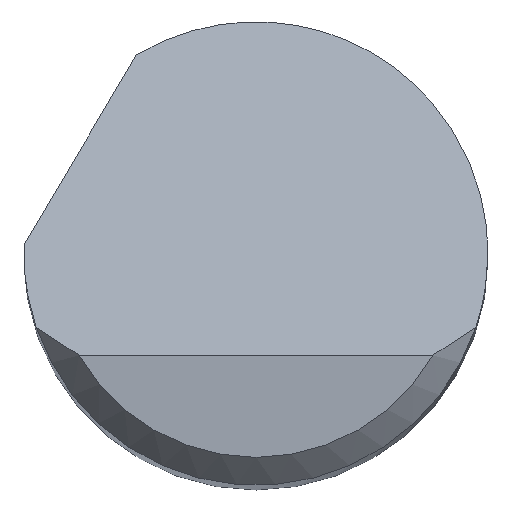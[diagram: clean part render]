
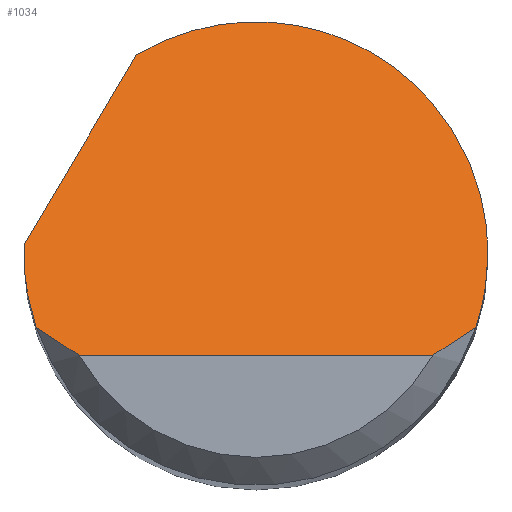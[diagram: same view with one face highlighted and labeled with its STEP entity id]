
A CAD part, top view. The second image highlights one B-rep face of the part: STEP entity #1034.
In plain terms, the highlighted planar face has unit normal (0, 0.707, 0.707).
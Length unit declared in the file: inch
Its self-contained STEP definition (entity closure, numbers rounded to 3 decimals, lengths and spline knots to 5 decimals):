
#45 =( BOUNDED_CURVE ( )  B_SPLINE_CURVE ( 3, ( #847, #201, #1282, #1410 ),
 .UNSPECIFIED., .F., .F. ) 
 B_SPLINE_CURVE_WITH_KNOTS ( ( 4, 4 ),
 ( 1.5708, 1.89653 ),
 .UNSPECIFIED. ) 
 CURVE ( )  GEOMETRIC_REPRESENTATION_ITEM ( )  RATIONAL_B_SPLINE_CURVE ( ( 1., 0.991, 0.991, 1. ) ) 
 REPRESENTATION_ITEM ( '' )  );
#55 = VERTEX_POINT ( 'NONE', #1202 ) ;
#78 = EDGE_LOOP ( 'NONE', ( #299, #246, #628, #1303, #751, #1074, #203, #1415 ) ) ;
#116 = CARTESIAN_POINT ( 'NONE',  ( -0.06437, 0.10715, 2.33785 ) ) ;
#121 = CARTESIAN_POINT ( 'NONE',  ( -0.11843, -0.04, 2.485 ) ) ;
#125 = DIRECTION ( 'NONE',  ( 1., 0., 0. ) ) ;
#133 = AXIS2_PLACEMENT_3D ( 'NONE', #237, #1347, #1339 ) ;
#167 = VERTEX_POINT ( 'NONE', #121 ) ;
#201 = CARTESIAN_POINT ( 'NONE',  ( 0.125, -0.01363, 2.45863 ) ) ;
#203 = ORIENTED_EDGE ( 'NONE', *, *, #681, .F. ) ;
#208 = VERTEX_POINT ( 'NONE', #1337 ) ;
#216 = FACE_OUTER_BOUND ( 'NONE', #78, .T. ) ;
#220 = CARTESIAN_POINT ( 'NONE',  ( -0.10339, -0.05031, 2.49531 ) ) ;
#224 = EDGE_CURVE ( 'NONE', #1098, #208, #1334, .T. ) ;
#233 = DIRECTION ( 'NONE',  ( 0.386, 0.652, -0.652 ) ) ;
#237 = CARTESIAN_POINT ( 'NONE',  ( -0.125, -0.055, 2.5 ) ) ;
#246 = ORIENTED_EDGE ( 'NONE', *, *, #224, .T. ) ;
#277 = EDGE_CURVE ( 'NONE', #1049, #55, #346, .T. ) ;
#299 = ORIENTED_EDGE ( 'NONE', *, *, #989, .T. ) ;
#333 = CARTESIAN_POINT ( 'NONE',  ( -0.11107, -0.04528, 2.49028 ) ) ;
#334 = CARTESIAN_POINT ( 'NONE',  ( 0.11107, -0.04528, 2.49028 ) ) ;
#337 = CARTESIAN_POINT ( 'NONE',  ( -0.125, 0.00167, 2.44333 ) ) ;
#346 = LINE ( 'NONE', #1237, #1342 ) ;
#443 =( BOUNDED_CURVE ( )  B_SPLINE_CURVE ( 3, ( #571, #1360, #716, #700 ),
 .UNSPECIFIED., .F., .F. ) 
 B_SPLINE_CURVE_WITH_KNOTS ( ( 4, 4 ),
 ( 4.38666, 4.71239 ),
 .UNSPECIFIED. ) 
 CURVE ( )  GEOMETRIC_REPRESENTATION_ITEM ( )  RATIONAL_B_SPLINE_CURVE ( ( 1., 0.991, 0.991, 1. ) ) 
 REPRESENTATION_ITEM ( '' )  );
#512 = CARTESIAN_POINT ( 'NONE',  ( -0.09526, -0.055, 2.5 ) ) ;
#527 = EDGE_CURVE ( 'NONE', #167, #871, #1331, .T. ) ;
#538 = CARTESIAN_POINT ( 'NONE',  ( -0.11843, -0.04, 2.485 ) ) ;
#567 = CARTESIAN_POINT ( 'NONE',  ( 0.09526, -0.055, 2.5 ) ) ;
#571 = CARTESIAN_POINT ( 'NONE',  ( -0.11843, -0.04, 2.485 ) ) ;
#578 = CARTESIAN_POINT ( 'NONE',  ( 0.10339, -0.05031, 2.49531 ) ) ;
#628 = ORIENTED_EDGE ( 'NONE', *, *, #869, .F. ) ;
#666 = CARTESIAN_POINT ( 'NONE',  ( 0.125, 0., 2.445 ) ) ;
#670 = CARTESIAN_POINT ( 'NONE',  ( -0.09526, -0.055, 2.5 ) ) ;
#673 = VECTOR ( 'NONE', #125, 39.37008 ) ;
#675 = CARTESIAN_POINT ( 'NONE',  ( 0., -0.055, 2.5 ) ) ;
#680 = LINE ( 'NONE', #675, #673 ) ;
#681 = EDGE_CURVE ( 'NONE', #167, #1106, #443, .T. ) ;
#700 = CARTESIAN_POINT ( 'NONE',  ( -0.125, 0., 2.445 ) ) ;
#716 = CARTESIAN_POINT ( 'NONE',  ( -0.125, -0.01363, 2.45863 ) ) ;
#751 = ORIENTED_EDGE ( 'NONE', *, *, #277, .F. ) ;
#770 = CARTESIAN_POINT ( 'NONE',  ( 0.0296, 0.1636, 2.2814 ) ) ;
#778 = CARTESIAN_POINT ( 'NONE',  ( 0.125, 0.10961, 2.33539 ) ) ;
#783 = CARTESIAN_POINT ( 'NONE',  ( -0.12497, 0.00333, 2.44167 ) ) ;
#847 = CARTESIAN_POINT ( 'NONE',  ( 0.125, 0., 2.445 ) ) ;
#869 = EDGE_CURVE ( 'NONE', #1101, #208, #45, .T. ) ;
#871 = VERTEX_POINT ( 'NONE', #512 ) ;
#879 = CARTESIAN_POINT ( 'NONE',  ( -0.1249, 0.005, 2.44 ) ) ;
#938 =( BOUNDED_CURVE ( )  B_SPLINE_CURVE ( 3, ( #990, #337, #783, #1123 ),
 .UNSPECIFIED., .F., .F. ) 
 B_SPLINE_CURVE_WITH_KNOTS ( ( 4, 4 ),
 ( 4.71239, 4.7524 ),
 .UNSPECIFIED. ) 
 CURVE ( )  GEOMETRIC_REPRESENTATION_ITEM ( )  RATIONAL_B_SPLINE_CURVE ( ( 1., 1., 1., 1. ) ) 
 REPRESENTATION_ITEM ( '' )  );
#947 =( BOUNDED_CURVE ( )  B_SPLINE_CURVE ( 3, ( #116, #770, #778, #1213 ),
 .UNSPECIFIED., .F., .F. ) 
 B_SPLINE_CURVE_WITH_KNOTS ( ( 4, 4 ),
 ( 5.74227, 7.85398 ),
 .UNSPECIFIED. ) 
 CURVE ( )  GEOMETRIC_REPRESENTATION_ITEM ( )  RATIONAL_B_SPLINE_CURVE ( ( 1., 0.662, 0.662, 1. ) ) 
 REPRESENTATION_ITEM ( '' )  );
#989 = EDGE_CURVE ( 'NONE', #871, #1098, #680, .T. ) ;
#990 = CARTESIAN_POINT ( 'NONE',  ( -0.125, 0., 2.445 ) ) ;
#1034 = ADVANCED_FACE ( 'NONE', ( #216 ), #1323, .F. ) ;
#1049 = VERTEX_POINT ( 'NONE', #879 ) ;
#1074 = ORIENTED_EDGE ( 'NONE', *, *, #1075, .F. ) ;
#1075 = EDGE_CURVE ( 'NONE', #1106, #1049, #938, .T. ) ;
#1095 = EDGE_CURVE ( 'NONE', #55, #1101, #947, .T. ) ;
#1098 = VERTEX_POINT ( 'NONE', #567 ) ;
#1101 = VERTEX_POINT ( 'NONE', #666 ) ;
#1106 = VERTEX_POINT ( 'NONE', #1129 ) ;
#1123 = CARTESIAN_POINT ( 'NONE',  ( -0.1249, 0.005, 2.44 ) ) ;
#1129 = CARTESIAN_POINT ( 'NONE',  ( -0.125, 0., 2.445 ) ) ;
#1202 = CARTESIAN_POINT ( 'NONE',  ( -0.06437, 0.10715, 2.33785 ) ) ;
#1213 = CARTESIAN_POINT ( 'NONE',  ( 0.125, 0., 2.445 ) ) ;
#1232 = CARTESIAN_POINT ( 'NONE',  ( 0.11843, -0.04, 2.485 ) ) ;
#1237 = CARTESIAN_POINT ( 'NONE',  ( -0.15516, -0.04606, 2.49106 ) ) ;
#1282 = CARTESIAN_POINT ( 'NONE',  ( 0.12279, -0.02708, 2.47208 ) ) ;
#1303 = ORIENTED_EDGE ( 'NONE', *, *, #1095, .F. ) ;
#1323 = PLANE ( 'NONE',  #133 ) ;
#1328 = CARTESIAN_POINT ( 'NONE',  ( 0.09526, -0.055, 2.5 ) ) ;
#1331 = B_SPLINE_CURVE_WITH_KNOTS ( 'NONE', 3,
 ( #538, #333, #220, #670 ),
 .UNSPECIFIED., .F., .F.,
 ( 4, 4 ),
 ( 0., 0.0008 ),
 .UNSPECIFIED. ) ;
#1334 = B_SPLINE_CURVE_WITH_KNOTS ( 'NONE', 3,
 ( #1328, #578, #334, #1232 ),
 .UNSPECIFIED., .F., .F.,
 ( 4, 4 ),
 ( 0., 0.0008 ),
 .UNSPECIFIED. ) ;
#1337 = CARTESIAN_POINT ( 'NONE',  ( 0.11843, -0.04, 2.485 ) ) ;
#1339 = DIRECTION ( 'NONE',  ( 0., 0.707, -0.707 ) ) ;
#1342 = VECTOR ( 'NONE', #233, 39.37008 ) ;
#1347 = DIRECTION ( 'NONE',  ( 0., -0.707, -0.707 ) ) ;
#1360 = CARTESIAN_POINT ( 'NONE',  ( -0.12279, -0.02708, 2.47208 ) ) ;
#1410 = CARTESIAN_POINT ( 'NONE',  ( 0.11843, -0.04, 2.485 ) ) ;
#1415 = ORIENTED_EDGE ( 'NONE', *, *, #527, .T. ) ;
